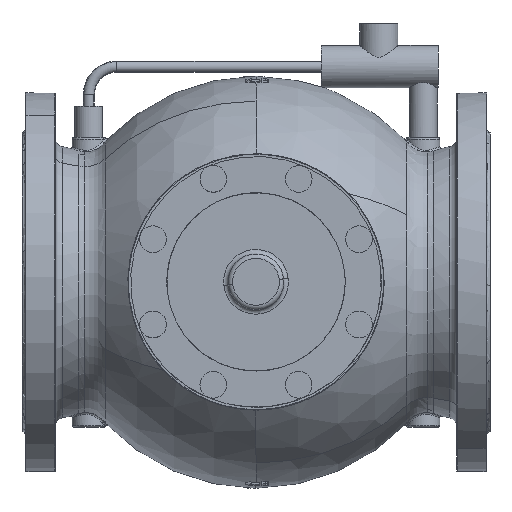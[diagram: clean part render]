
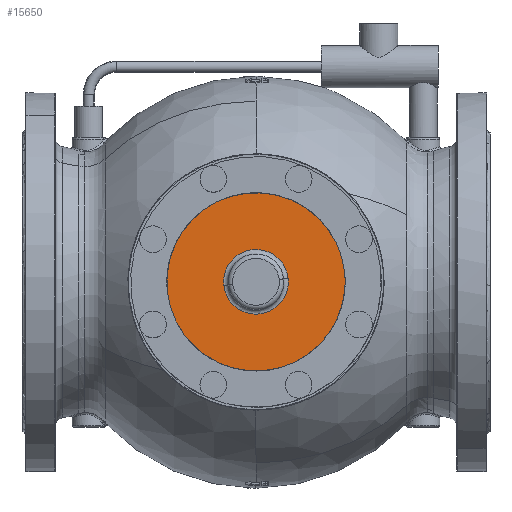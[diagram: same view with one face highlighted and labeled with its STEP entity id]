
A CAD part, top view. The second image highlights one B-rep face of the part: STEP entity #15650.
In plain terms, the highlighted planar face has unit normal (0, 0, 1).
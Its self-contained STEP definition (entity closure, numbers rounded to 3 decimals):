
#14772=AXIS2_PLACEMENT_3D('Circle Axis2P3D',#14770,#14771,$) ;
#15584=AXIS2_PLACEMENT_3D('Plane Axis2P3D',#15581,#15582,#15583) ;
#14728=CARTESIAN_POINT('Control Point',(-79.54,-8.568,202.5)) ;
#14729=CARTESIAN_POINT('Control Point',(-78.194,-21.062,202.5)) ;
#14730=CARTESIAN_POINT('Control Point',(-74.395,-33.292,202.5)) ;
#14731=CARTESIAN_POINT('Control Point',(-68.21,-44.614,202.5)) ;
#14732=CARTESIAN_POINT('Control Point',(-51.733,-64.223,202.5)) ;
#14733=CARTESIAN_POINT('Control Point',(-29.065,-76.146,202.5)) ;
#14734=CARTESIAN_POINT('Control Point',(-16.685,-79.778,202.5)) ;
#14735=CARTESIAN_POINT('Control Point',(8.832,-81.993,202.5)) ;
#14736=CARTESIAN_POINT('Control Point',(33.292,-74.395,202.5)) ;
#14737=CARTESIAN_POINT('Control Point',(44.614,-68.21,202.5)) ;
#14738=CARTESIAN_POINT('Control Point',(64.223,-51.733,202.5)) ;
#14739=CARTESIAN_POINT('Control Point',(76.146,-29.065,202.5)) ;
#14740=CARTESIAN_POINT('Control Point',(79.778,-16.685,202.5)) ;
#14741=CARTESIAN_POINT('Control Point',(80.886,-3.926,202.5)) ;
#14742=CARTESIAN_POINT('Control Point',(79.54,8.568,202.5)) ;
#14743=CARTESIAN_POINT('Vertex',(-79.54,-8.568,202.5)) ;
#14745=CARTESIAN_POINT('Vertex',(79.54,8.568,202.5)) ;
#14770=CARTESIAN_POINT('Axis2P3D Location',(0.,0.,202.5)) ;
#15581=CARTESIAN_POINT('Axis2P3D Location',(-26.793,11.098,202.5)) ;
#15591=CARTESIAN_POINT('Control Point',(-28.833,-3.106,202.5)) ;
#15592=CARTESIAN_POINT('Control Point',(-28.551,-5.729,202.5)) ;
#15593=CARTESIAN_POINT('Control Point',(-27.97,-8.319,202.5)) ;
#15594=CARTESIAN_POINT('Control Point',(-27.096,-10.833,202.5)) ;
#15595=CARTESIAN_POINT('Control Point',(-24.791,-15.617,202.5)) ;
#15596=CARTESIAN_POINT('Control Point',(-21.471,-19.762,202.5)) ;
#15597=CARTESIAN_POINT('Control Point',(-19.581,-21.636,202.5)) ;
#15598=CARTESIAN_POINT('Control Point',(-15.409,-24.921,202.5)) ;
#15599=CARTESIAN_POINT('Control Point',(-10.606,-27.185,202.5)) ;
#15600=CARTESIAN_POINT('Control Point',(-8.085,-28.039,202.5)) ;
#15601=CARTESIAN_POINT('Control Point',(-2.894,-29.157,202.5)) ;
#15602=CARTESIAN_POINT('Control Point',(2.416,-29.081,202.5)) ;
#15603=CARTESIAN_POINT('Control Point',(5.055,-28.74,202.5)) ;
#15604=CARTESIAN_POINT('Control Point',(10.21,-27.464,202.5)) ;
#15605=CARTESIAN_POINT('Control Point',(14.946,-25.063,202.5)) ;
#15606=CARTESIAN_POINT('Control Point',(17.168,-23.597,202.5)) ;
#15607=CARTESIAN_POINT('Control Point',(21.238,-20.186,202.5)) ;
#15608=CARTESIAN_POINT('Control Point',(24.438,-15.948,202.5)) ;
#15609=CARTESIAN_POINT('Control Point',(25.789,-13.655,202.5)) ;
#15610=CARTESIAN_POINT('Control Point',(27.846,-9.029,202.5)) ;
#15611=CARTESIAN_POINT('Control Point',(28.862,-4.075,202.5)) ;
#15612=CARTESIAN_POINT('Control Point',(29.1,-1.677,202.5)) ;
#15613=CARTESIAN_POINT('Control Point',(29.089,0.727,202.5)) ;
#15614=CARTESIAN_POINT('Control Point',(28.833,3.106,202.5)) ;
#15615=CARTESIAN_POINT('Vertex',(-28.833,-3.106,202.5)) ;
#15617=CARTESIAN_POINT('Vertex',(28.833,3.106,202.5)) ;
#15621=CARTESIAN_POINT('Control Point',(28.833,3.106,202.5)) ;
#15622=CARTESIAN_POINT('Control Point',(28.551,5.729,202.5)) ;
#15623=CARTESIAN_POINT('Control Point',(27.97,8.319,202.5)) ;
#15624=CARTESIAN_POINT('Control Point',(27.096,10.833,202.5)) ;
#15625=CARTESIAN_POINT('Control Point',(24.791,15.617,202.5)) ;
#15626=CARTESIAN_POINT('Control Point',(21.471,19.762,202.5)) ;
#15627=CARTESIAN_POINT('Control Point',(19.581,21.636,202.5)) ;
#15628=CARTESIAN_POINT('Control Point',(15.409,24.921,202.5)) ;
#15629=CARTESIAN_POINT('Control Point',(10.606,27.185,202.5)) ;
#15630=CARTESIAN_POINT('Control Point',(8.085,28.039,202.5)) ;
#15631=CARTESIAN_POINT('Control Point',(2.894,29.157,202.5)) ;
#15632=CARTESIAN_POINT('Control Point',(-2.416,29.081,202.5)) ;
#15633=CARTESIAN_POINT('Control Point',(-5.055,28.74,202.5)) ;
#15634=CARTESIAN_POINT('Control Point',(-10.21,27.464,202.5)) ;
#15635=CARTESIAN_POINT('Control Point',(-14.946,25.063,202.5)) ;
#15636=CARTESIAN_POINT('Control Point',(-17.168,23.597,202.5)) ;
#15637=CARTESIAN_POINT('Control Point',(-21.238,20.186,202.5)) ;
#15638=CARTESIAN_POINT('Control Point',(-24.438,15.948,202.5)) ;
#15639=CARTESIAN_POINT('Control Point',(-25.789,13.655,202.5)) ;
#15640=CARTESIAN_POINT('Control Point',(-27.846,9.029,202.5)) ;
#15641=CARTESIAN_POINT('Control Point',(-28.862,4.075,202.5)) ;
#15642=CARTESIAN_POINT('Control Point',(-29.1,1.677,202.5)) ;
#15643=CARTESIAN_POINT('Control Point',(-29.089,-0.727,202.5)) ;
#15644=CARTESIAN_POINT('Control Point',(-28.833,-3.106,202.5)) ;
#14771=DIRECTION('Axis2P3D Direction',(0.,0.,1.)) ;
#15582=DIRECTION('Axis2P3D Direction',(0.,0.,1.)) ;
#15583=DIRECTION('Axis2P3D XDirection',(0.924,-0.383,0.)) ;
#15587=ORIENTED_EDGE('',*,*,#14774,.T.) ;
#15588=ORIENTED_EDGE('',*,*,#14747,.T.) ;
#15647=ORIENTED_EDGE('',*,*,#15619,.F.) ;
#15648=ORIENTED_EDGE('',*,*,#15645,.F.) ;
#15649=FACE_BOUND('',#15646,.T.) ;
#15650=ADVANCED_FACE('Brep With Voids',(#15589,#15649),#15585,.T.) ;
#14727=B_SPLINE_CURVE_WITH_KNOTS('',5,(#14728,#14729,#14730,#14731,#14732,#14733,#14734,#14735,#14736,#14737,#14738,#14739,#14740,#14741,#14742),.UNSPECIFIED.,.F.,.U.,(6,3,3,3,6),(-125.664,-62.832,0.,62.832,125.664),.UNSPECIFIED.) ;
#15590=B_SPLINE_CURVE_WITH_KNOTS('',5,(#15591,#15592,#15593,#15594,#15595,#15596,#15597,#15598,#15599,#15600,#15601,#15602,#15603,#15604,#15605,#15606,#15607,#15608,#15609,#15610,#15611,#15612,#15613,#15614),.UNSPECIFIED.,.F.,.U.,(6,3,3,3,3,3,3,6),(0.,18.694,37.387,56.081,74.775,93.469,112.162,129.113),.UNSPECIFIED.) ;
#15620=B_SPLINE_CURVE_WITH_KNOTS('',5,(#15621,#15622,#15623,#15624,#15625,#15626,#15627,#15628,#15629,#15630,#15631,#15632,#15633,#15634,#15635,#15636,#15637,#15638,#15639,#15640,#15641,#15642,#15643,#15644),.UNSPECIFIED.,.F.,.U.,(6,3,3,3,3,3,3,6),(0.,18.694,37.387,56.081,74.775,93.469,112.162,129.113),.UNSPECIFIED.) ;
#14773=CIRCLE('generated circle',#14772,80.) ;
#14747=EDGE_CURVE('',#14744,#14746,#14727,.T.) ;
#14774=EDGE_CURVE('',#14746,#14744,#14773,.T.) ;
#15619=EDGE_CURVE('',#15616,#15618,#15590,.T.) ;
#15645=EDGE_CURVE('',#15618,#15616,#15620,.T.) ;
#15586=EDGE_LOOP('',(#15587,#15588)) ;
#15646=EDGE_LOOP('',(#15647,#15648)) ;
#15589=FACE_OUTER_BOUND('',#15586,.T.) ;
#15585=PLANE('Plane',#15584) ;
#14744=VERTEX_POINT('',#14743) ;
#14746=VERTEX_POINT('',#14745) ;
#15616=VERTEX_POINT('',#15615) ;
#15618=VERTEX_POINT('',#15617) ;
